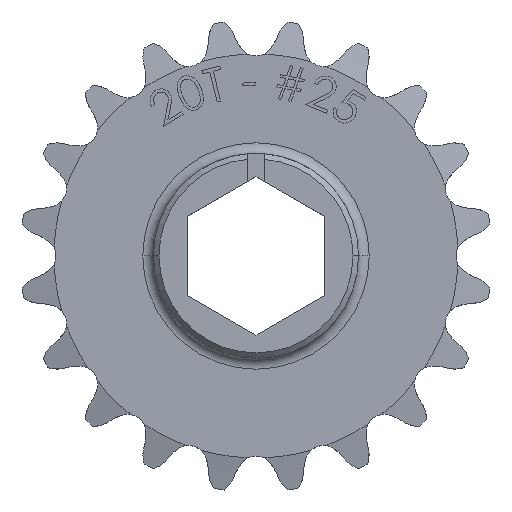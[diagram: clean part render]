
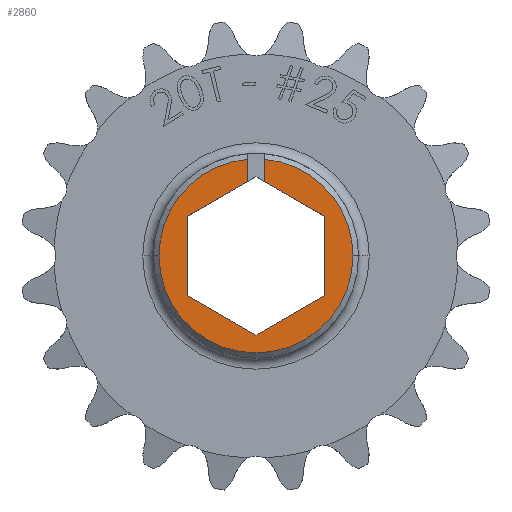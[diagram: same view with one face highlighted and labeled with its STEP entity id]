
A CAD part, top view. The second image highlights one B-rep face of the part: STEP entity #2860.
In plain terms, the highlighted planar face has unit normal (0, 0, 1).
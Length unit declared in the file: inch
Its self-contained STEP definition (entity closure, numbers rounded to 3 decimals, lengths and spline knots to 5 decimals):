
#98 = CARTESIAN_POINT ( 'NONE',  ( -0.03125, 0.27179, 0.1875 ) ) ;
#247 = LINE ( 'NONE', #4383, #4611 ) ;
#478 = VERTEX_POINT ( 'NONE', #7535 ) ;
#680 = CARTESIAN_POINT ( 'NONE',  ( -0.251, -0.14491, 0.1875 ) ) ;
#1554 = CIRCLE ( 'NONE', #7425, 0.355 ) ;
#1594 = CARTESIAN_POINT ( 'NONE',  ( -0.251, -0.14491, 0.1875 ) ) ;
#1642 = VERTEX_POINT ( 'NONE', #6140 ) ;
#1990 = DIRECTION ( 'NONE',  ( 0., -1., 0. ) ) ;
#2209 = AXIS2_PLACEMENT_3D ( 'NONE', #8484, #3316, #5896 ) ;
#2433 = DIRECTION ( 'NONE',  ( 1., 0., 0. ) ) ;
#2546 = EDGE_CURVE ( 'NONE', #13429, #6415, #4717, .T. ) ;
#2673 = CARTESIAN_POINT ( 'NONE',  ( 0.03125, 0.09004, 0.1875 ) ) ;
#2839 = CIRCLE ( 'NONE', #12381, 0.355 ) ;
#2860 = ADVANCED_FACE ( 'NONE', ( #13307 ), #10314, .T. ) ;
#3106 = CARTESIAN_POINT ( 'NONE',  ( 0., -0.28983, 0.1875 ) ) ;
#3137 = DIRECTION ( 'NONE',  ( -0.866, 0.5, 0. ) ) ;
#3284 = EDGE_CURVE ( 'NONE', #6415, #9168, #247, .T. ) ;
#3316 = DIRECTION ( 'NONE',  ( 0., 0., 1. ) ) ;
#3399 = CARTESIAN_POINT ( 'NONE',  ( 0., 0., 0.1875 ) ) ;
#3541 = VERTEX_POINT ( 'NONE', #9533 ) ;
#3568 = CARTESIAN_POINT ( 'NONE',  ( 0., 0., 0.1875 ) ) ;
#3668 = LINE ( 'NONE', #12091, #10975 ) ;
#4383 = CARTESIAN_POINT ( 'NONE',  ( 0., -0.28983, 0.1875 ) ) ;
#4455 = DIRECTION ( 'NONE',  ( 0., 0., 1. ) ) ;
#4611 = VECTOR ( 'NONE', #10505, 39.37008 ) ;
#4669 = ORIENTED_EDGE ( 'NONE', *, *, #3284, .F. ) ;
#4707 = LINE ( 'NONE', #2673, #4817 ) ;
#4717 = LINE ( 'NONE', #1594, #9761 ) ;
#4817 = VECTOR ( 'NONE', #11084, 39.37008 ) ;
#4855 = VERTEX_POINT ( 'NONE', #11227 ) ;
#4907 = ORIENTED_EDGE ( 'NONE', *, *, #2546, .F. ) ;
#5025 = DIRECTION ( 'NONE',  ( 1., 0., 0. ) ) ;
#5224 = EDGE_CURVE ( 'NONE', #4855, #13432, #1554, .T. ) ;
#5446 = DIRECTION ( 'NONE',  ( 1., 0., 0. ) ) ;
#5662 = VECTOR ( 'NONE', #1990, 39.37008 ) ;
#5670 = DIRECTION ( 'NONE',  ( 0.866, -0.5, 0. ) ) ;
#5896 = DIRECTION ( 'NONE',  ( 1., 0., 0. ) ) ;
#5907 = CARTESIAN_POINT ( 'NONE',  ( 0.03125, 0.35362, 0.1875 ) ) ;
#6094 = VERTEX_POINT ( 'NONE', #7279 ) ;
#6100 = DIRECTION ( 'NONE',  ( -0.866, -0.5, 0. ) ) ;
#6140 = CARTESIAN_POINT ( 'NONE',  ( -0.355, 0., 0.1875 ) ) ;
#6415 = VERTEX_POINT ( 'NONE', #3106 ) ;
#6507 = VERTEX_POINT ( 'NONE', #11458 ) ;
#6529 = ORIENTED_EDGE ( 'NONE', *, *, #9064, .T. ) ;
#6790 = VERTEX_POINT ( 'NONE', #98 ) ;
#6820 = LINE ( 'NONE', #10949, #13027 ) ;
#7279 = CARTESIAN_POINT ( 'NONE',  ( -0.03125, 0.35362, 0.1875 ) ) ;
#7425 = AXIS2_PLACEMENT_3D ( 'NONE', #3568, #4455, #2433 ) ;
#7535 = CARTESIAN_POINT ( 'NONE',  ( 0.251, 0.14491, 0.1875 ) ) ;
#7715 = EDGE_CURVE ( 'NONE', #478, #3541, #13272, .T. ) ;
#7826 = ORIENTED_EDGE ( 'NONE', *, *, #7927, .F. ) ;
#7927 = EDGE_CURVE ( 'NONE', #6507, #13429, #3668, .T. ) ;
#8036 = DIRECTION ( 'NONE',  ( 0., -1., 0. ) ) ;
#8188 = CARTESIAN_POINT ( 'NONE',  ( 0.251, 0.14491, 0.1875 ) ) ;
#8276 = LINE ( 'NONE', #9353, #9689 ) ;
#8308 = LINE ( 'NONE', #12364, #5662 ) ;
#8382 = EDGE_LOOP ( 'NONE', ( #12467, #10629, #9097, #4669, #4907, #7826, #11646, #10160, #6529, #13364, #9243 ) ) ;
#8484 = CARTESIAN_POINT ( 'NONE',  ( 0., 0., 0.1875 ) ) ;
#8809 = VECTOR ( 'NONE', #3137, 39.37008 ) ;
#8917 = EDGE_CURVE ( 'NONE', #9168, #478, #6820, .T. ) ;
#9034 = EDGE_CURVE ( 'NONE', #6094, #6790, #8308, .T. ) ;
#9064 = EDGE_CURVE ( 'NONE', #6094, #1642, #2839, .T. ) ;
#9097 = ORIENTED_EDGE ( 'NONE', *, *, #8917, .F. ) ;
#9168 = VERTEX_POINT ( 'NONE', #12007 ) ;
#9243 = ORIENTED_EDGE ( 'NONE', *, *, #5224, .T. ) ;
#9353 = CARTESIAN_POINT ( 'NONE',  ( 0., 0.28983, 0.1875 ) ) ;
#9366 = CARTESIAN_POINT ( 'NONE',  ( 0., 0., 0.1875 ) ) ;
#9471 = EDGE_CURVE ( 'NONE', #1642, #4855, #9583, .T. ) ;
#9533 = CARTESIAN_POINT ( 'NONE',  ( 0.03125, 0.27179, 0.1875 ) ) ;
#9583 = CIRCLE ( 'NONE', #2209, 0.355 ) ;
#9648 = DIRECTION ( 'NONE',  ( 0., 0., 1. ) ) ;
#9689 = VECTOR ( 'NONE', #6100, 39.37008 ) ;
#9761 = VECTOR ( 'NONE', #5670, 39.37008 ) ;
#9848 = EDGE_CURVE ( 'NONE', #3541, #13432, #4707, .T. ) ;
#10160 = ORIENTED_EDGE ( 'NONE', *, *, #9034, .F. ) ;
#10314 = PLANE ( 'NONE',  #10642 ) ;
#10505 = DIRECTION ( 'NONE',  ( 0.866, 0.5, 0. ) ) ;
#10629 = ORIENTED_EDGE ( 'NONE', *, *, #7715, .F. ) ;
#10642 = AXIS2_PLACEMENT_3D ( 'NONE', #9366, #13235, #5025 ) ;
#10949 = CARTESIAN_POINT ( 'NONE',  ( 0.251, -0.14491, 0.1875 ) ) ;
#10975 = VECTOR ( 'NONE', #8036, 39.37008 ) ;
#11084 = DIRECTION ( 'NONE',  ( 0., 1., 0. ) ) ;
#11189 = EDGE_CURVE ( 'NONE', #6790, #6507, #8276, .T. ) ;
#11227 = CARTESIAN_POINT ( 'NONE',  ( 0.355, 0., 0.1875 ) ) ;
#11458 = CARTESIAN_POINT ( 'NONE',  ( -0.251, 0.14491, 0.1875 ) ) ;
#11646 = ORIENTED_EDGE ( 'NONE', *, *, #11189, .F. ) ;
#12007 = CARTESIAN_POINT ( 'NONE',  ( 0.251, -0.14491, 0.1875 ) ) ;
#12091 = CARTESIAN_POINT ( 'NONE',  ( -0.251, 0.14491, 0.1875 ) ) ;
#12364 = CARTESIAN_POINT ( 'NONE',  ( -0.03125, 0.09004, 0.1875 ) ) ;
#12381 = AXIS2_PLACEMENT_3D ( 'NONE', #3399, #9648, #5446 ) ;
#12467 = ORIENTED_EDGE ( 'NONE', *, *, #9848, .F. ) ;
#13027 = VECTOR ( 'NONE', #13255, 39.37008 ) ;
#13235 = DIRECTION ( 'NONE',  ( 0., 0., 1. ) ) ;
#13255 = DIRECTION ( 'NONE',  ( 0., 1., 0. ) ) ;
#13272 = LINE ( 'NONE', #8188, #8809 ) ;
#13307 = FACE_OUTER_BOUND ( 'NONE', #8382, .T. ) ;
#13364 = ORIENTED_EDGE ( 'NONE', *, *, #9471, .T. ) ;
#13429 = VERTEX_POINT ( 'NONE', #680 ) ;
#13432 = VERTEX_POINT ( 'NONE', #5907 ) ;
